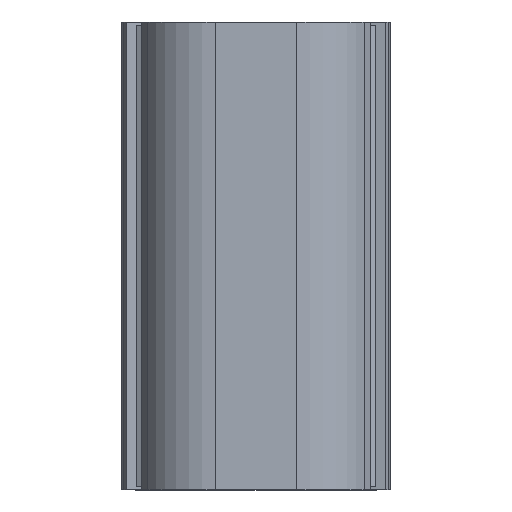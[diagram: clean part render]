
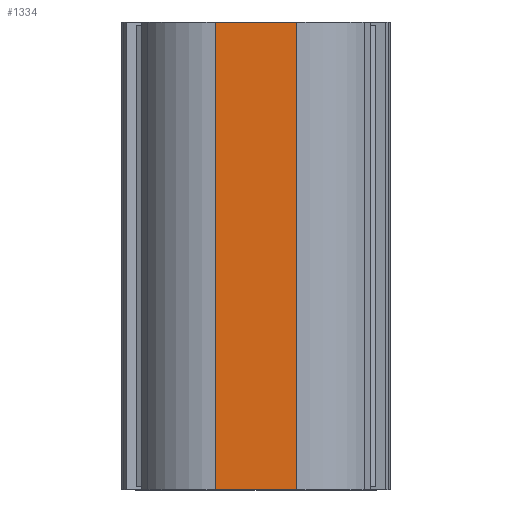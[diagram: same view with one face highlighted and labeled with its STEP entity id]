
A CAD part, top view. The second image highlights one B-rep face of the part: STEP entity #1334.
In plain terms, the highlighted planar face has unit normal (0, 0, 1).
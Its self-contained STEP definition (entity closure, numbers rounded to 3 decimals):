
#107=PLANE('',#1455);
#161=LINE('',#2171,#280);
#168=LINE('',#2323,#287);
#173=LINE('',#2367,#292);
#175=LINE('',#2422,#294);
#280=VECTOR('',#1606,10.);
#287=VECTOR('',#1621,10.);
#292=VECTOR('',#1630,10.);
#294=VECTOR('',#1636,10.);
#417=FACE_OUTER_BOUND('',#493,.T.);
#493=EDGE_LOOP('',(#1066,#1067,#1068,#1069));
#621=VERTEX_POINT('',#2165);
#623=VERTEX_POINT('',#2169);
#633=VERTEX_POINT('',#2320);
#634=VERTEX_POINT('',#2322);
#769=EDGE_CURVE('',#621,#623,#161,.T.);
#783=EDGE_CURVE('',#633,#634,#168,.T.);
#791=EDGE_CURVE('',#633,#621,#173,.T.);
#796=EDGE_CURVE('',#634,#623,#175,.T.);
#1066=ORIENTED_EDGE('',*,*,#783,.F.);
#1067=ORIENTED_EDGE('',*,*,#791,.T.);
#1068=ORIENTED_EDGE('',*,*,#769,.T.);
#1069=ORIENTED_EDGE('',*,*,#796,.F.);
#1334=ADVANCED_FACE('',(#417),#107,.T.);
#1455=AXIS2_PLACEMENT_3D('',#2477,#1640,#1641);
#1606=DIRECTION('',(0.,-1.,0.));
#1621=DIRECTION('',(0.,-1.,0.));
#1630=DIRECTION('',(-1.,0.,0.));
#1636=DIRECTION('',(-1.,0.,0.));
#1640=DIRECTION('center_axis',(0.,0.,1.));
#1641=DIRECTION('ref_axis',(1.,0.,0.));
#2165=CARTESIAN_POINT('',(-3.647,21.,3.));
#2169=CARTESIAN_POINT('',(-3.647,-21.,3.));
#2171=CARTESIAN_POINT('',(-3.647,0.,3.));
#2320=CARTESIAN_POINT('',(3.647,21.,3.));
#2322=CARTESIAN_POINT('',(3.647,-21.,3.));
#2323=CARTESIAN_POINT('',(3.647,0.,3.));
#2367=CARTESIAN_POINT('',(0.,21.,3.));
#2422=CARTESIAN_POINT('',(0.,-21.,3.));
#2477=CARTESIAN_POINT('Origin',(0.,0.,3.));
